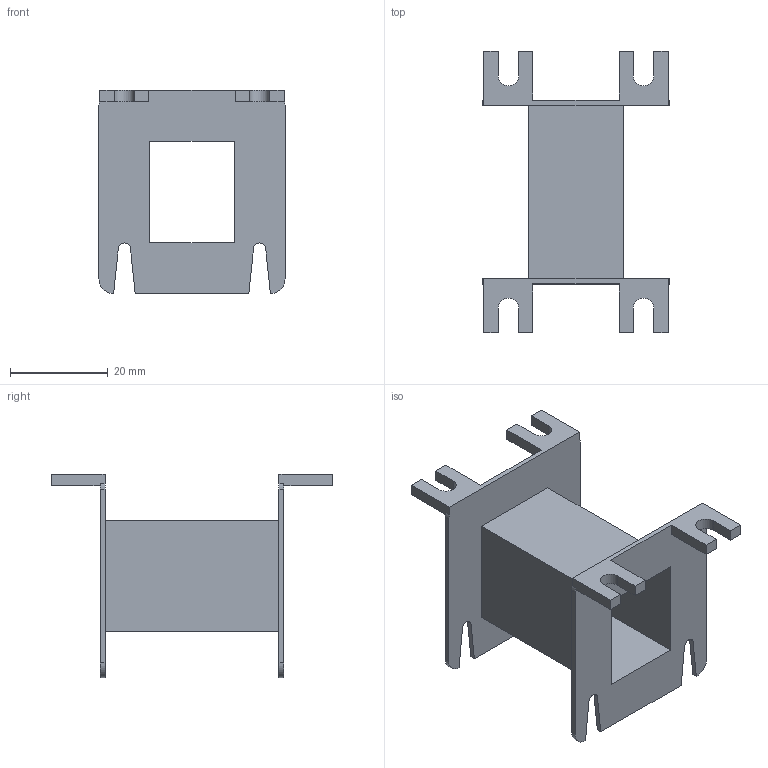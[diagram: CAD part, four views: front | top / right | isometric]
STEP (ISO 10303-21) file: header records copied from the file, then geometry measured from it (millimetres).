
FILE_DESCRIPTION (( 'STEP AP203' ), '1' );
FILE_NAME ('bobbin2_tdk_7723z_ap203.STEP', '2014-09-21T17:49:39', ( '' ), ( '' ), 'SwSTEP 2.0', 'SolidWorks 2011', '' );
FILE_SCHEMA (( 'CONFIG_CONTROL_DESIGN' ));
Length unit declared in the file: millimetre
Products named in the file (1): bobbin2_tdk_7723z_ap203
Bounding box: 38 x 57.5 x 41.5 mm (x, y, z)
Volume: 5810.8 mm3; surface area: 11523.4 mm2
Topology: 1 solids, 1 shells, 76 faces, 216 edges, 144 vertices
Faces by surface type: plane 56, cylinder 20
Entity records: 2541 total; most frequent: CARTESIAN_POINT 437, ORIENTED_EDGE 432, DIRECTION 410, EDGE_CURVE 216, VECTOR 176, LINE 176, VERTEX_POINT 144, AXIS2_PLACEMENT_3D 117
